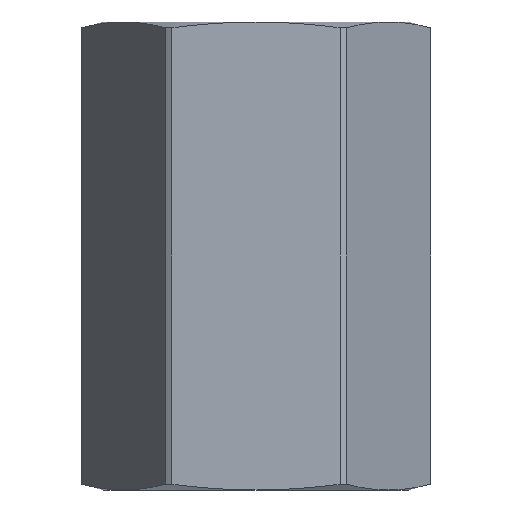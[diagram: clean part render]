
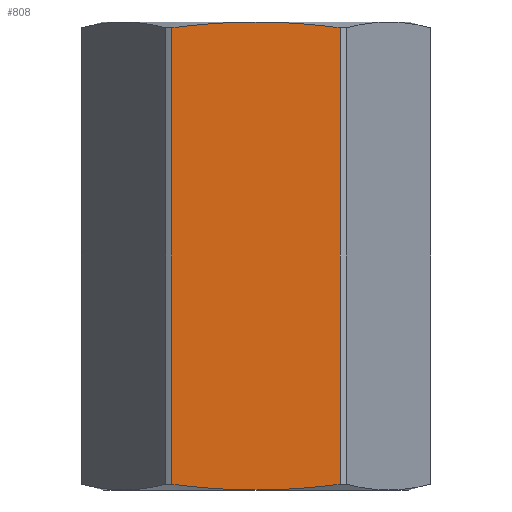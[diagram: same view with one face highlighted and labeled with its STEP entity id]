
A CAD part, front view. The second image highlights one B-rep face of the part: STEP entity #808.
In plain terms, the highlighted planar face has unit normal (0, -1, 0).
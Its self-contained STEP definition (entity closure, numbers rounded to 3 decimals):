
#21 = FACE_OUTER_BOUND ( 'NONE', #590, .T. ) ;
#43 = VERTEX_POINT ( 'NONE', #931 ) ;
#46 = CARTESIAN_POINT ( 'NONE',  ( -4.673, -8.5, 12.678 ) ) ;
#58 = EDGE_CURVE ( 'NONE', #162, #362, #427, .T. ) ;
#59 = CARTESIAN_POINT ( 'NONE',  ( -1.565, -8.5, 13. ) ) ;
#62 = EDGE_CURVE ( 'NONE', #603, #716, #468, .T. ) ;
#85 = CARTESIAN_POINT ( 'NONE',  ( 0., -8.5, 13. ) ) ;
#110 = ORIENTED_EDGE ( 'NONE', *, *, #62, .F. ) ;
#141 = CARTESIAN_POINT ( 'NONE',  ( 0., -8.5, 13. ) ) ;
#153 = CARTESIAN_POINT ( 'NONE',  ( 0., -8.5, 13. ) ) ;
#162 = VERTEX_POINT ( 'NONE', #451 ) ;
#163 = LINE ( 'NONE', #344, #728 ) ;
#219 = VECTOR ( 'NONE', #757, 1000. ) ;
#224 = AXIS2_PLACEMENT_3D ( 'NONE', #765, #754, #680 ) ;
#227 = CARTESIAN_POINT ( 'NONE',  ( -4.673, -8.5, 12.678 ) ) ;
#240 = ORIENTED_EDGE ( 'NONE', *, *, #594, .F. ) ;
#273 = PLANE ( 'NONE',  #224 ) ;
#310 = ORIENTED_EDGE ( 'NONE', *, *, #947, .F. ) ;
#326 = CARTESIAN_POINT ( 'NONE',  ( 1.565, -8.5, 13. ) ) ;
#344 = CARTESIAN_POINT ( 'NONE',  ( 4.673, -8.5, 12.678 ) ) ;
#362 = VERTEX_POINT ( 'NONE', #46 ) ;
#380 = CARTESIAN_POINT ( 'NONE',  ( 4.673, -8.5, -12.678 ) ) ;
#389 = ORIENTED_EDGE ( 'NONE', *, *, #58, .F. ) ;
#427 = LINE ( 'NONE', #667, #219 ) ;
#451 = CARTESIAN_POINT ( 'NONE',  ( -4.673, -8.5, -12.678 ) ) ;
#468 = B_SPLINE_CURVE_WITH_KNOTS ( 'NONE', 3,
 ( #925, #523, #871, #538 ),
 .UNSPECIFIED., .F., .F.,
 ( 4, 4 ),
 ( 0., 0.005 ),
 .UNSPECIFIED. ) ;
#477 = CARTESIAN_POINT ( 'NONE',  ( -3.122, -8.5, -12.879 ) ) ;
#478 = ORIENTED_EDGE ( 'NONE', *, *, #751, .F. ) ;
#496 = CARTESIAN_POINT ( 'NONE',  ( 0., -8.5, -13. ) ) ;
#523 = CARTESIAN_POINT ( 'NONE',  ( 3.122, -8.5, -12.879 ) ) ;
#538 = CARTESIAN_POINT ( 'NONE',  ( 0., -8.5, -13. ) ) ;
#542 = CARTESIAN_POINT ( 'NONE',  ( -3.122, -8.5, 12.879 ) ) ;
#582 = B_SPLINE_CURVE_WITH_KNOTS ( 'NONE', 3,
 ( #704, #1033, #477, #1054 ),
 .UNSPECIFIED., .F., .F.,
 ( 4, 4 ),
 ( 0., 0.005 ),
 .UNSPECIFIED. ) ;
#587 = CARTESIAN_POINT ( 'NONE',  ( 4.673, -8.5, 12.678 ) ) ;
#590 = EDGE_LOOP ( 'NONE', ( #240, #389, #310, #110, #478, #624 ) ) ;
#594 = EDGE_CURVE ( 'NONE', #362, #950, #1060, .T. ) ;
#603 = VERTEX_POINT ( 'NONE', #380 ) ;
#624 = ORIENTED_EDGE ( 'NONE', *, *, #777, .F. ) ;
#667 = CARTESIAN_POINT ( 'NONE',  ( -4.673, -8.5, -12.678 ) ) ;
#680 = DIRECTION ( 'NONE',  ( -1., 0., 0. ) ) ;
#704 = CARTESIAN_POINT ( 'NONE',  ( 0., -8.5, -13. ) ) ;
#716 = VERTEX_POINT ( 'NONE', #496 ) ;
#724 = B_SPLINE_CURVE_WITH_KNOTS ( 'NONE', 3,
 ( #85, #326, #981, #587 ),
 .UNSPECIFIED., .F., .F.,
 ( 4, 4 ),
 ( 0., 0.005 ),
 .UNSPECIFIED. ) ;
#728 = VECTOR ( 'NONE', #749, 1000. ) ;
#749 = DIRECTION ( 'NONE',  ( 0., 0., -1. ) ) ;
#751 = EDGE_CURVE ( 'NONE', #43, #603, #163, .T. ) ;
#754 = DIRECTION ( 'NONE',  ( 0., -1., 0. ) ) ;
#757 = DIRECTION ( 'NONE',  ( 0., 0., 1. ) ) ;
#765 = CARTESIAN_POINT ( 'NONE',  ( -4.907, -8.5, -13. ) ) ;
#777 = EDGE_CURVE ( 'NONE', #950, #43, #724, .T. ) ;
#808 = ADVANCED_FACE ( 'NONE', ( #21 ), #273, .T. ) ;
#871 = CARTESIAN_POINT ( 'NONE',  ( 1.565, -8.5, -13. ) ) ;
#925 = CARTESIAN_POINT ( 'NONE',  ( 4.673, -8.5, -12.678 ) ) ;
#931 = CARTESIAN_POINT ( 'NONE',  ( 4.673, -8.5, 12.678 ) ) ;
#947 = EDGE_CURVE ( 'NONE', #716, #162, #582, .T. ) ;
#950 = VERTEX_POINT ( 'NONE', #141 ) ;
#981 = CARTESIAN_POINT ( 'NONE',  ( 3.122, -8.5, 12.879 ) ) ;
#1033 = CARTESIAN_POINT ( 'NONE',  ( -1.565, -8.5, -13. ) ) ;
#1054 = CARTESIAN_POINT ( 'NONE',  ( -4.673, -8.5, -12.678 ) ) ;
#1060 = B_SPLINE_CURVE_WITH_KNOTS ( 'NONE', 3,
 ( #227, #542, #59, #153 ),
 .UNSPECIFIED., .F., .F.,
 ( 4, 4 ),
 ( 0., 0.005 ),
 .UNSPECIFIED. ) ;
